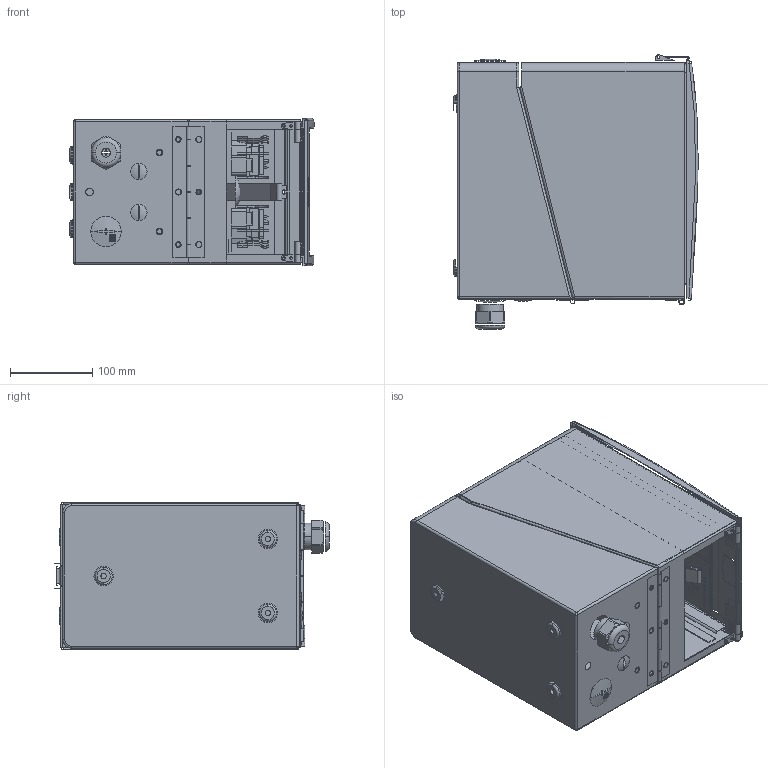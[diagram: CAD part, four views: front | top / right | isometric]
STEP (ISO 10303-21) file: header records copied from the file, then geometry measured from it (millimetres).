
FILE_DESCRIPTION((''),'2;1');
FILE_NAME('8435656050_SW','2008-02-12T',('toocsr'),(''),'PRO/ENGINEER BY PARAMETRIC TECHNOLOGY CORPORATION, 2007370','PRO/ENGINEER BY PARAMETRIC TECHNOLOGY CORPORATION, 2007370','');
FILE_SCHEMA(('CONFIG_CONTROL_DESIGN', 'GEOMETRIC_VALIDATION_PROPERTIES_MIM'));
Length unit declared in the file: millimetre
Products named in the file (1): 8435656050_SW
Bounding box: 297.43 x 334.7 x 179.96 mm (x, y, z)
Surface area: 669254.5 mm2 (no closed solid volume)
Topology: 0 solids, 221 shells, 419 faces, 6116 edges, 5893 vertices
Faces by surface type: plane 270, cylinder 90, torus 17, sphere 17, bspline 14, cone 7, extrusion 4
Entity records: 59706 total; most frequent: CARTESIAN_POINT 16328, DIRECTION 7240, ORIENTED_EDGE 6397, EDGE_CURVE 6112, VERTEX_POINT 5893, VECTOR 4736, LINE 4732, AXIS2_PLACEMENT_3D 1252
